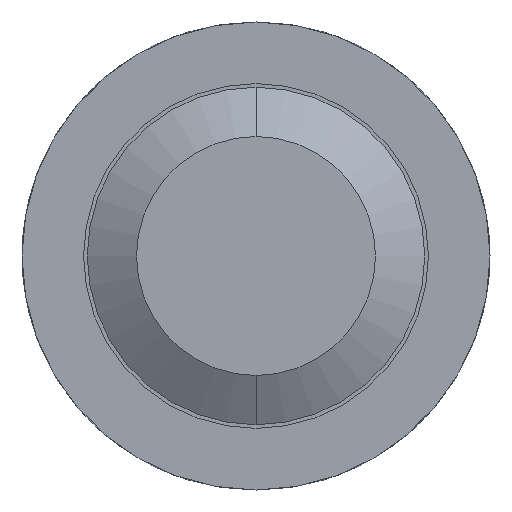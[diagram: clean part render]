
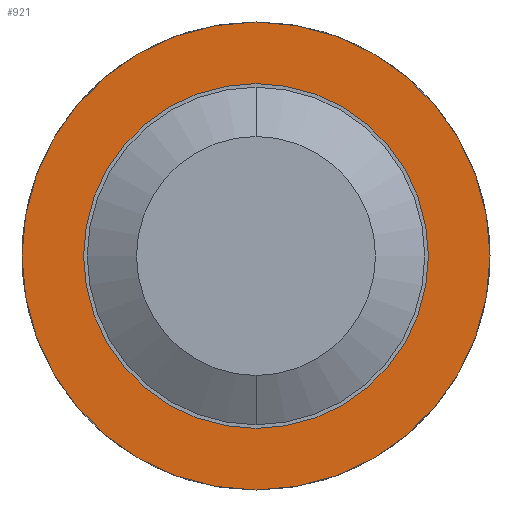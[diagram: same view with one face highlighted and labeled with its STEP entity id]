
A CAD part, front view. The second image highlights one B-rep face of the part: STEP entity #921.
In plain terms, the highlighted planar face has unit normal (0, -1, 0).
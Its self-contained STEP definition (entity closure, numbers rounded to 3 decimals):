
#212 = PLANE ( 'NONE',  #256 ) ;
#256 = AXIS2_PLACEMENT_3D ( 'NONE', #2281, #1358, #2557 ) ;
#337 = CARTESIAN_POINT ( 'NONE',  ( 0., -2.5, 0.685 ) ) ;
#535 = CARTESIAN_POINT ( 'NONE',  ( 0., -2.5, 0.95 ) ) ;
#547 = DIRECTION ( 'NONE',  ( 0., 1., 0. ) ) ;
#583 = AXIS2_PLACEMENT_3D ( 'NONE', #1791, #1221, #929 ) ;
#598 = DIRECTION ( 'NONE',  ( 0., 1., 0. ) ) ;
#614 = DIRECTION ( 'NONE',  ( 0., 0., 1. ) ) ;
#714 = EDGE_CURVE ( 'Defeature ausgef�hrt2_15+Defeature ausgef�hrt2_16+Defeature ausgef�hrt2_16+Defeature ausgef�hrt2_16', #2392, #1531, #2997, .T. ) ;
#921 = ADVANCED_FACE ( 'Defeature ausgef�hrt2_16', ( #2239, #1965 ), #212, .F. ) ;
#929 = DIRECTION ( 'NONE',  ( 0., 0., 1. ) ) ;
#986 = EDGE_CURVE ( 'Defeature ausgef�hrt2_16+Defeature ausgef�hrt2_10+Defeature ausgef�hrt2_10+Defeature ausgef�hrt2_10', #1322, #1937, #3234, .T. ) ;
#1138 = EDGE_CURVE ( 'Defeature ausgef�hrt2_16+Defeature ausgef�hrt2_10+Defeature ausgef�hrt2_10+Defeature ausgef�hrt2_10', #1937, #1322, #2461, .T. ) ;
#1160 = AXIS2_PLACEMENT_3D ( 'NONE', #2003, #598, #614 ) ;
#1221 = DIRECTION ( 'NONE',  ( 0., 1., 0. ) ) ;
#1274 = CARTESIAN_POINT ( 'NONE',  ( 0., -2.5, -0.95 ) ) ;
#1322 = VERTEX_POINT ( 'NONE', #337 ) ;
#1358 = DIRECTION ( 'NONE',  ( 0., 1., 0. ) ) ;
#1394 = AXIS2_PLACEMENT_3D ( 'NONE', #1973, #547, #2548 ) ;
#1526 = EDGE_LOOP ( 'NONE', ( #2228, #1848 ) ) ;
#1531 = VERTEX_POINT ( 'NONE', #535 ) ;
#1674 = CARTESIAN_POINT ( 'NONE',  ( 0., -2.5, 0. ) ) ;
#1791 = CARTESIAN_POINT ( 'NONE',  ( 0., -2.5, 0. ) ) ;
#1848 = ORIENTED_EDGE ( 'NONE', *, *, #1138, .T. ) ;
#1937 = VERTEX_POINT ( 'NONE', #2160 ) ;
#1947 = ORIENTED_EDGE ( 'NONE', *, *, #3453, .F. ) ;
#1949 = CIRCLE ( 'NONE', #583, 0.95 ) ;
#1965 = FACE_BOUND ( 'NONE', #1526, .T. ) ;
#1973 = CARTESIAN_POINT ( 'NONE',  ( 0., -2.5, 0. ) ) ;
#2003 = CARTESIAN_POINT ( 'NONE',  ( 0., -2.5, 0. ) ) ;
#2055 = AXIS2_PLACEMENT_3D ( 'NONE', #1674, #2171, #3387 ) ;
#2160 = CARTESIAN_POINT ( 'NONE',  ( 0., -2.5, -0.685 ) ) ;
#2171 = DIRECTION ( 'NONE',  ( 0., 1., 0. ) ) ;
#2228 = ORIENTED_EDGE ( 'NONE', *, *, #986, .T. ) ;
#2239 = FACE_OUTER_BOUND ( 'NONE', #2352, .T. ) ;
#2281 = CARTESIAN_POINT ( 'NONE',  ( 0.95, -2.5, 0. ) ) ;
#2352 = EDGE_LOOP ( 'NONE', ( #1947, #2458 ) ) ;
#2392 = VERTEX_POINT ( 'NONE', #1274 ) ;
#2458 = ORIENTED_EDGE ( 'NONE', *, *, #714, .F. ) ;
#2461 = CIRCLE ( 'NONE', #2055, 0.685 ) ;
#2548 = DIRECTION ( 'NONE',  ( 0., 0., 1. ) ) ;
#2557 = DIRECTION ( 'NONE',  ( 0., 0., 1. ) ) ;
#2997 = CIRCLE ( 'NONE', #1394, 0.95 ) ;
#3234 = CIRCLE ( 'NONE', #1160, 0.685 ) ;
#3387 = DIRECTION ( 'NONE',  ( 0., 0., 1. ) ) ;
#3453 = EDGE_CURVE ( 'Defeature ausgef�hrt2_15+Defeature ausgef�hrt2_16+Defeature ausgef�hrt2_16+Defeature ausgef�hrt2_16', #1531, #2392, #1949, .T. ) ;
